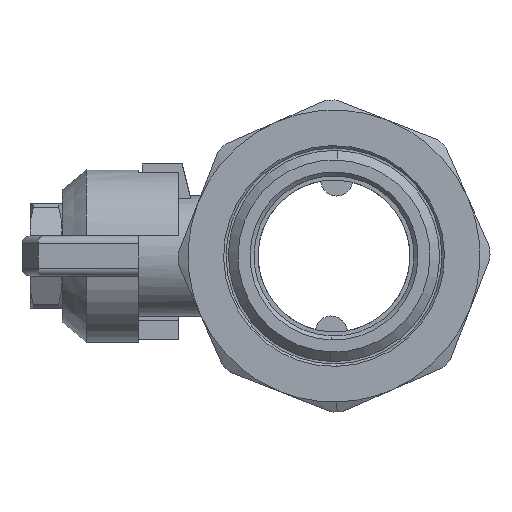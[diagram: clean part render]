
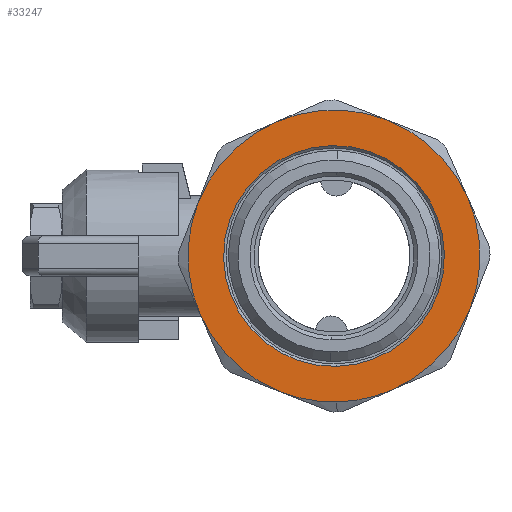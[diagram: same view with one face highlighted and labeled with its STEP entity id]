
A CAD part, left-side view. The second image highlights one B-rep face of the part: STEP entity #33247.
In plain terms, the highlighted planar face has unit normal (-1, 0, 0).
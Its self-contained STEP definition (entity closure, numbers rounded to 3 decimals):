
#1020 = CARTESIAN_POINT ( 'NONE',  ( 0., -6.984, -16.861 ) ) ;
#1126 = CARTESIAN_POINT ( 'NONE',  ( 0., 0., 0. ) ) ;
#1194 = DIRECTION ( 'NONE',  ( 0., 0., 1. ) ) ;
#1206 = DIRECTION ( 'NONE',  ( -1., 0., 0. ) ) ;
#1250 = CARTESIAN_POINT ( 'NONE',  ( 0., 0., 0. ) ) ;
#2080 = FACE_BOUND ( 'NONE', #56909, .T. ) ;
#2352 = CIRCLE ( 'NONE', #22711, 18.25 ) ;
#2949 = PLANE ( 'NONE',  #15222 ) ;
#3134 = DIRECTION ( 'NONE',  ( 0., 0., 1. ) ) ;
#3514 = EDGE_CURVE ( 'NONE', #11382, #45449, #35252, .T. ) ;
#4052 = AXIS2_PLACEMENT_3D ( 'NONE', #56098, #30049, #3134 ) ;
#5367 = ORIENTED_EDGE ( 'NONE', *, *, #43760, .T. ) ;
#5732 = DIRECTION ( 'NONE',  ( 0., 0., 1. ) ) ;
#5905 = AXIS2_PLACEMENT_3D ( 'NONE', #1126, #32498, #5732 ) ;
#6381 = EDGE_CURVE ( 'NONE', #38208, #10921, #2352, .T. ) ;
#7820 = VERTEX_POINT ( 'NONE', #48411 ) ;
#9412 = CIRCLE ( 'NONE', #43483, 13.8 ) ;
#9448 = EDGE_CURVE ( 'NONE', #7820, #22883, #43262, .T. ) ;
#10075 = CARTESIAN_POINT ( 'NONE',  ( 0., 0., 13.8 ) ) ;
#10199 = CARTESIAN_POINT ( 'NONE',  ( 0., 0., 0. ) ) ;
#10777 = CARTESIAN_POINT ( 'NONE',  ( 0., 6.984, -16.861 ) ) ;
#10921 = VERTEX_POINT ( 'NONE', #10777 ) ;
#11382 = VERTEX_POINT ( 'NONE', #46785 ) ;
#11767 = EDGE_CURVE ( 'NONE', #48532, #38208, #24032, .T. ) ;
#11784 = VERTEX_POINT ( 'NONE', #51339 ) ;
#12084 = CARTESIAN_POINT ( 'NONE',  ( 0., 13.8, 0. ) ) ;
#12947 = AXIS2_PLACEMENT_3D ( 'NONE', #1250, #1206, #1194 ) ;
#14671 = ORIENTED_EDGE ( 'NONE', *, *, #29506, .T. ) ;
#14740 = DIRECTION ( 'NONE',  ( 0., 0., 1. ) ) ;
#15222 = AXIS2_PLACEMENT_3D ( 'NONE', #12084, #16653, #47398 ) ;
#15761 = EDGE_CURVE ( 'NONE', #31270, #11382, #23086, .T. ) ;
#16653 = DIRECTION ( 'NONE',  ( 1., 0., 0. ) ) ;
#17576 = ORIENTED_EDGE ( 'NONE', *, *, #9448, .F. ) ;
#17705 = DIRECTION ( 'NONE',  ( -1., 0., 0. ) ) ;
#20484 = CARTESIAN_POINT ( 'NONE',  ( 0., 6.984, 16.861 ) ) ;
#20562 = CIRCLE ( 'NONE', #35162, 18.25 ) ;
#21280 = CARTESIAN_POINT ( 'NONE',  ( 0., 0., 0. ) ) ;
#22394 = DIRECTION ( 'NONE',  ( -1., 0., 0. ) ) ;
#22711 = AXIS2_PLACEMENT_3D ( 'NONE', #43665, #43096, #42971 ) ;
#22883 = VERTEX_POINT ( 'NONE', #10075 ) ;
#23086 = CIRCLE ( 'NONE', #50004, 18.25 ) ;
#23118 = ORIENTED_EDGE ( 'NONE', *, *, #11767, .T. ) ;
#24032 = CIRCLE ( 'NONE', #32375, 18.25 ) ;
#25752 = DIRECTION ( 'NONE',  ( 0., 0., 1. ) ) ;
#26402 = EDGE_CURVE ( 'NONE', #55166, #48532, #45878, .T. ) ;
#28496 = CARTESIAN_POINT ( 'NONE',  ( 0., -16.861, 6.984 ) ) ;
#28609 = ORIENTED_EDGE ( 'NONE', *, *, #15761, .T. ) ;
#29506 = EDGE_CURVE ( 'NONE', #10921, #11784, #56846, .T. ) ;
#30049 = DIRECTION ( 'NONE',  ( -1., 0., 0. ) ) ;
#30427 = CARTESIAN_POINT ( 'NONE',  ( 0., 16.861, -6.984 ) ) ;
#31121 = AXIS2_PLACEMENT_3D ( 'NONE', #47157, #46792, #46729 ) ;
#31270 = VERTEX_POINT ( 'NONE', #1020 ) ;
#32375 = AXIS2_PLACEMENT_3D ( 'NONE', #53791, #53657, #53645 ) ;
#32397 = EDGE_CURVE ( 'NONE', #35245, #55166, #20562, .T. ) ;
#32498 = DIRECTION ( 'NONE',  ( -1., 0., 0. ) ) ;
#33247 = ADVANCED_FACE ( 'NONE', ( #2080, #49276 ), #2949, .F. ) ;
#35162 = AXIS2_PLACEMENT_3D ( 'NONE', #48553, #22394, #52949 ) ;
#35245 = VERTEX_POINT ( 'NONE', #47660 ) ;
#35252 = CIRCLE ( 'NONE', #31121, 18.25 ) ;
#35363 = ORIENTED_EDGE ( 'NONE', *, *, #47694, .T. ) ;
#37403 = ORIENTED_EDGE ( 'NONE', *, *, #3514, .T. ) ;
#38038 = ORIENTED_EDGE ( 'NONE', *, *, #32397, .T. ) ;
#38208 = VERTEX_POINT ( 'NONE', #30427 ) ;
#39084 = CARTESIAN_POINT ( 'NONE',  ( 0., 16.861, 6.984 ) ) ;
#41121 = DIRECTION ( 'NONE',  ( -1., 0., 0. ) ) ;
#42658 = CIRCLE ( 'NONE', #5905, 18.25 ) ;
#42971 = DIRECTION ( 'NONE',  ( 0., 0., 1. ) ) ;
#43096 = DIRECTION ( 'NONE',  ( -1., 0., 0. ) ) ;
#43262 = CIRCLE ( 'NONE', #12947, 13.8 ) ;
#43483 = AXIS2_PLACEMENT_3D ( 'NONE', #21280, #51866, #25752 ) ;
#43665 = CARTESIAN_POINT ( 'NONE',  ( 0., 0., 0. ) ) ;
#43700 = ORIENTED_EDGE ( 'NONE', *, *, #44735, .F. ) ;
#43760 = EDGE_CURVE ( 'NONE', #45449, #35245, #42658, .T. ) ;
#44002 = CARTESIAN_POINT ( 'NONE',  ( 0., 0., 0. ) ) ;
#44334 = ORIENTED_EDGE ( 'NONE', *, *, #26402, .T. ) ;
#44735 = EDGE_CURVE ( 'NONE', #22883, #7820, #9412, .T. ) ;
#45331 = AXIS2_PLACEMENT_3D ( 'NONE', #44002, #17705, #48394 ) ;
#45449 = VERTEX_POINT ( 'NONE', #28496 ) ;
#45878 = CIRCLE ( 'NONE', #45331, 18.25 ) ;
#46729 = DIRECTION ( 'NONE',  ( 0., 0., 1. ) ) ;
#46785 = CARTESIAN_POINT ( 'NONE',  ( 0., -16.861, -6.984 ) ) ;
#46792 = DIRECTION ( 'NONE',  ( -1., 0., 0. ) ) ;
#47078 = DIRECTION ( 'NONE',  ( 0., 0., 1. ) ) ;
#47157 = CARTESIAN_POINT ( 'NONE',  ( 0., 0., 0. ) ) ;
#47190 = DIRECTION ( 'NONE',  ( -1., 0., 0. ) ) ;
#47203 = CARTESIAN_POINT ( 'NONE',  ( 0., 0., 0. ) ) ;
#47398 = DIRECTION ( 'NONE',  ( 0., 0., -1. ) ) ;
#47593 = AXIS2_PLACEMENT_3D ( 'NONE', #10199, #41121, #14740 ) ;
#47660 = CARTESIAN_POINT ( 'NONE',  ( 0., -6.984, 16.861 ) ) ;
#47694 = EDGE_CURVE ( 'NONE', #11784, #31270, #52163, .T. ) ;
#48394 = DIRECTION ( 'NONE',  ( 0., 0., 1. ) ) ;
#48411 = CARTESIAN_POINT ( 'NONE',  ( 0., 0., -13.8 ) ) ;
#48532 = VERTEX_POINT ( 'NONE', #39084 ) ;
#48553 = CARTESIAN_POINT ( 'NONE',  ( 0., 0., 0. ) ) ;
#49276 = FACE_OUTER_BOUND ( 'NONE', #55537, .T. ) ;
#50004 = AXIS2_PLACEMENT_3D ( 'NONE', #47203, #47190, #47078 ) ;
#51339 = CARTESIAN_POINT ( 'NONE',  ( 0., 0., -18.25 ) ) ;
#51866 = DIRECTION ( 'NONE',  ( -1., 0., 0. ) ) ;
#52163 = CIRCLE ( 'NONE', #4052, 18.25 ) ;
#52949 = DIRECTION ( 'NONE',  ( 0., 0., 1. ) ) ;
#53645 = DIRECTION ( 'NONE',  ( 0., 0., 1. ) ) ;
#53657 = DIRECTION ( 'NONE',  ( -1., 0., 0. ) ) ;
#53791 = CARTESIAN_POINT ( 'NONE',  ( 0., 0., 0. ) ) ;
#55166 = VERTEX_POINT ( 'NONE', #20484 ) ;
#55211 = ORIENTED_EDGE ( 'NONE', *, *, #6381, .T. ) ;
#55537 = EDGE_LOOP ( 'NONE', ( #44334, #23118, #55211, #14671, #35363, #28609, #37403, #5367, #38038 ) ) ;
#56098 = CARTESIAN_POINT ( 'NONE',  ( 0., 0., 0. ) ) ;
#56846 = CIRCLE ( 'NONE', #47593, 18.25 ) ;
#56909 = EDGE_LOOP ( 'NONE', ( #43700, #17576 ) ) ;
